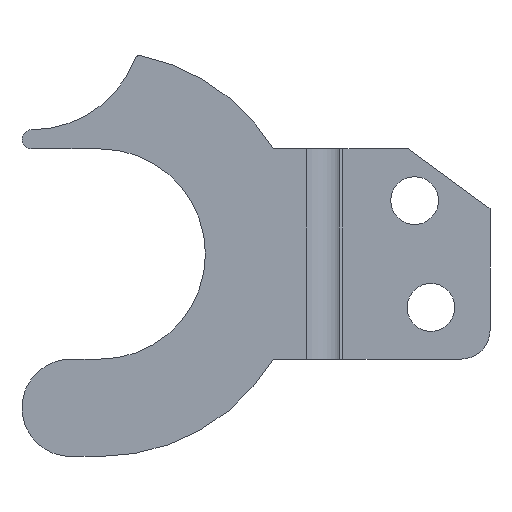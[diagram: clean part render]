
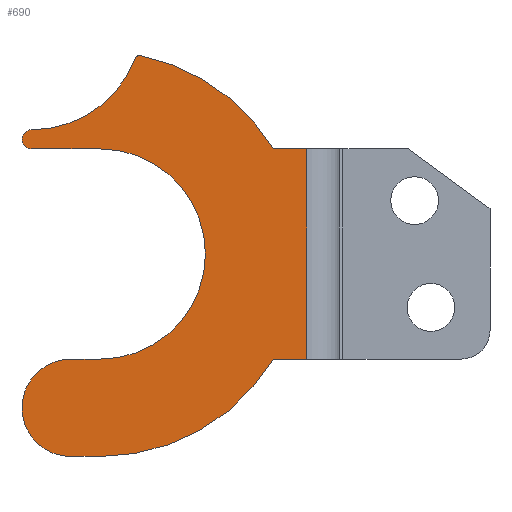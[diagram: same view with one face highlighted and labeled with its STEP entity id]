
A CAD part, left-side view. The second image highlights one B-rep face of the part: STEP entity #690.
In plain terms, the highlighted planar face has unit normal (-1, 0, 0).
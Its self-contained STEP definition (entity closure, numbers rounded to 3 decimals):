
#3 = DIRECTION ( 'NONE',  ( 1., 0., 0. ) ) ;
#5 = AXIS2_PLACEMENT_3D ( 'NONE', #994, #3, #467 ) ;
#10 = LINE ( 'NONE', #550, #523 ) ;
#35 = VERTEX_POINT ( 'NONE', #374 ) ;
#39 = VERTEX_POINT ( 'NONE', #687 ) ;
#57 = CIRCLE ( 'NONE', #751, 5.5 ) ;
#62 = LINE ( 'NONE', #280, #215 ) ;
#64 = EDGE_CURVE ( 'NONE', #68, #264, #10, .T. ) ;
#68 = VERTEX_POINT ( 'NONE', #74 ) ;
#73 = CARTESIAN_POINT ( 'NONE',  ( 0., -10.8, 5.5 ) ) ;
#74 = CARTESIAN_POINT ( 'NONE',  ( 0., 0., 5.5 ) ) ;
#79 = VERTEX_POINT ( 'NONE', #241 ) ;
#95 = DIRECTION ( 'NONE',  ( 0., -1., 0. ) ) ;
#108 = PLANE ( 'NONE',  #358 ) ;
#121 = ORIENTED_EDGE ( 'NONE', *, *, #64, .F. ) ;
#132 = VERTEX_POINT ( 'NONE', #611 ) ;
#133 = CARTESIAN_POINT ( 'NONE',  ( 0., -2.112, 10.387 ) ) ;
#158 = ORIENTED_EDGE ( 'NONE', *, *, #973, .F. ) ;
#176 = EDGE_CURVE ( 'NONE', #264, #132, #507, .T. ) ;
#180 = DIRECTION ( 'NONE',  ( 0., 0., -1. ) ) ;
#182 = DIRECTION ( 'NONE',  ( -1., 0., 0. ) ) ;
#183 = CARTESIAN_POINT ( 'NONE',  ( 0., -10.8, -5.5 ) ) ;
#196 = EDGE_CURVE ( 'NONE', #558, #709, #945, .T. ) ;
#215 = VECTOR ( 'NONE', #369, 1000. ) ;
#241 = CARTESIAN_POINT ( 'NONE',  ( 0., -9.061, -5.5 ) ) ;
#243 = DIRECTION ( 'NONE',  ( 0., 0., 1. ) ) ;
#246 = CARTESIAN_POINT ( 'NONE',  ( 0., -10.8, 12.5 ) ) ;
#258 = LINE ( 'NONE', #495, #799 ) ;
#259 = ORIENTED_EDGE ( 'NONE', *, *, #769, .F. ) ;
#264 = VERTEX_POINT ( 'NONE', #269 ) ;
#269 = CARTESIAN_POINT ( 'NONE',  ( 0., 3.6, 5.5 ) ) ;
#280 = CARTESIAN_POINT ( 'NONE',  ( 0., 0., -5.5 ) ) ;
#290 = AXIS2_PLACEMENT_3D ( 'NONE', #493, #182, #567 ) ;
#296 = VERTEX_POINT ( 'NONE', #963 ) ;
#297 = EDGE_CURVE ( 'NONE', #975, #558, #258, .T. ) ;
#298 = DIRECTION ( 'NONE',  ( -1., 0., 0. ) ) ;
#307 = AXIS2_PLACEMENT_3D ( 'NONE', #381, #849, #323 ) ;
#316 = CARTESIAN_POINT ( 'NONE',  ( 0., 0., 0. ) ) ;
#323 = DIRECTION ( 'NONE',  ( 0., 0., -1. ) ) ;
#339 = CIRCLE ( 'NONE', #5, 2.55 ) ;
#348 = DIRECTION ( 'NONE',  ( -1., 0., 0. ) ) ;
#358 = AXIS2_PLACEMENT_3D ( 'NONE', #652, #416, #644 ) ;
#369 = DIRECTION ( 'NONE',  ( 0., -1., 0. ) ) ;
#374 = CARTESIAN_POINT ( 'NONE',  ( 0., 0., -10.6 ) ) ;
#381 = CARTESIAN_POINT ( 'NONE',  ( 0., 3.6, 6. ) ) ;
#383 = CARTESIAN_POINT ( 'NONE',  ( 0., 0., 0. ) ) ;
#391 = CIRCLE ( 'NONE', #897, 10.6 ) ;
#416 = DIRECTION ( 'NONE',  ( 1., 0., 0. ) ) ;
#422 = EDGE_LOOP ( 'NONE', ( #498, #516, #158, #702, #121, #478, #977, #902, #654, #986, #259, #583, #599 ) ) ;
#436 = LINE ( 'NONE', #749, #817 ) ;
#441 = CIRCLE ( 'NONE', #488, 5.814 ) ;
#454 = EDGE_CURVE ( 'NONE', #296, #530, #62, .T. ) ;
#467 = DIRECTION ( 'NONE',  ( 0., 0., -1. ) ) ;
#468 = EDGE_CURVE ( 'NONE', #530, #68, #57, .T. ) ;
#478 = ORIENTED_EDGE ( 'NONE', *, *, #468, .F. ) ;
#485 = LINE ( 'NONE', #638, #524 ) ;
#488 = AXIS2_PLACEMENT_3D ( 'NONE', #816, #348, #243 ) ;
#493 = CARTESIAN_POINT ( 'NONE',  ( 0., -2.062, 10.142 ) ) ;
#495 = CARTESIAN_POINT ( 'NONE',  ( 0., -9.061, 5.5 ) ) ;
#498 = ORIENTED_EDGE ( 'NONE', *, *, #630, .F. ) ;
#507 = CIRCLE ( 'NONE', #307, 0.5 ) ;
#516 = ORIENTED_EDGE ( 'NONE', *, *, #873, .T. ) ;
#523 = VECTOR ( 'NONE', #547, 1000. ) ;
#524 = VECTOR ( 'NONE', #809, 1000. ) ;
#530 = VERTEX_POINT ( 'NONE', #532 ) ;
#532 = CARTESIAN_POINT ( 'NONE',  ( 0., 0., -5.5 ) ) ;
#540 = EDGE_CURVE ( 'NONE', #39, #296, #339, .T. ) ;
#547 = DIRECTION ( 'NONE',  ( 0., 1., 0. ) ) ;
#550 = CARTESIAN_POINT ( 'NONE',  ( 0., 0., 5.5 ) ) ;
#558 = VERTEX_POINT ( 'NONE', #73 ) ;
#559 = CARTESIAN_POINT ( 'NONE',  ( 0., -9.061, 5.5 ) ) ;
#564 = DIRECTION ( 'NONE',  ( 0., 0., -1. ) ) ;
#567 = DIRECTION ( 'NONE',  ( 0., 1., 0. ) ) ;
#583 = ORIENTED_EDGE ( 'NONE', *, *, #196, .F. ) ;
#597 = DIRECTION ( 'NONE',  ( 0., 1., 0. ) ) ;
#599 = ORIENTED_EDGE ( 'NONE', *, *, #297, .F. ) ;
#610 = EDGE_CURVE ( 'NONE', #79, #35, #391, .T. ) ;
#611 = CARTESIAN_POINT ( 'NONE',  ( 0., 3.6, 6.5 ) ) ;
#630 = EDGE_CURVE ( 'NONE', #768, #975, #847, .T. ) ;
#638 = CARTESIAN_POINT ( 'NONE',  ( 0., 1.55, -10.6 ) ) ;
#644 = DIRECTION ( 'NONE',  ( 0., 1., 0. ) ) ;
#652 = CARTESIAN_POINT ( 'NONE',  ( 0., 4.1, 12.5 ) ) ;
#654 = ORIENTED_EDGE ( 'NONE', *, *, #946, .F. ) ;
#660 = CARTESIAN_POINT ( 'NONE',  ( 0., -1.829, 10.232 ) ) ;
#687 = CARTESIAN_POINT ( 'NONE',  ( 0., 1.55, -10.6 ) ) ;
#690 = ADVANCED_FACE ( 'NONE', ( #794 ), #108, .F. ) ;
#694 = DIRECTION ( 'NONE',  ( 1., 0., 0. ) ) ;
#702 = ORIENTED_EDGE ( 'NONE', *, *, #176, .F. ) ;
#707 = DIRECTION ( 'NONE',  ( 0., 0., -1. ) ) ;
#709 = VERTEX_POINT ( 'NONE', #183 ) ;
#731 = AXIS2_PLACEMENT_3D ( 'NONE', #383, #875, #564 ) ;
#749 = CARTESIAN_POINT ( 'NONE',  ( 0., -22.102, -5.5 ) ) ;
#751 = AXIS2_PLACEMENT_3D ( 'NONE', #316, #298, #764 ) ;
#764 = DIRECTION ( 'NONE',  ( 0., 0., -1. ) ) ;
#766 = VECTOR ( 'NONE', #180, 1000. ) ;
#768 = VERTEX_POINT ( 'NONE', #133 ) ;
#769 = EDGE_CURVE ( 'NONE', #709, #79, #436, .T. ) ;
#770 = CARTESIAN_POINT ( 'NONE',  ( 0., 0., 0. ) ) ;
#780 = CIRCLE ( 'NONE', #290, 0.25 ) ;
#794 = FACE_OUTER_BOUND ( 'NONE', #422, .T. ) ;
#799 = VECTOR ( 'NONE', #95, 1000. ) ;
#809 = DIRECTION ( 'NONE',  ( 0., 1., 0. ) ) ;
#816 = CARTESIAN_POINT ( 'NONE',  ( 0., 3.6, 12.314 ) ) ;
#817 = VECTOR ( 'NONE', #597, 1000. ) ;
#847 = CIRCLE ( 'NONE', #731, 10.6 ) ;
#849 = DIRECTION ( 'NONE',  ( 1., 0., 0. ) ) ;
#873 = EDGE_CURVE ( 'NONE', #768, #915, #780, .T. ) ;
#875 = DIRECTION ( 'NONE',  ( 1., 0., 0. ) ) ;
#897 = AXIS2_PLACEMENT_3D ( 'NONE', #770, #694, #707 ) ;
#902 = ORIENTED_EDGE ( 'NONE', *, *, #540, .F. ) ;
#915 = VERTEX_POINT ( 'NONE', #660 ) ;
#945 = LINE ( 'NONE', #246, #766 ) ;
#946 = EDGE_CURVE ( 'NONE', #35, #39, #485, .T. ) ;
#963 = CARTESIAN_POINT ( 'NONE',  ( 0., 1.55, -5.5 ) ) ;
#973 = EDGE_CURVE ( 'NONE', #132, #915, #441, .T. ) ;
#975 = VERTEX_POINT ( 'NONE', #559 ) ;
#977 = ORIENTED_EDGE ( 'NONE', *, *, #454, .F. ) ;
#986 = ORIENTED_EDGE ( 'NONE', *, *, #610, .F. ) ;
#994 = CARTESIAN_POINT ( 'NONE',  ( 0., 1.55, -8.05 ) ) ;
